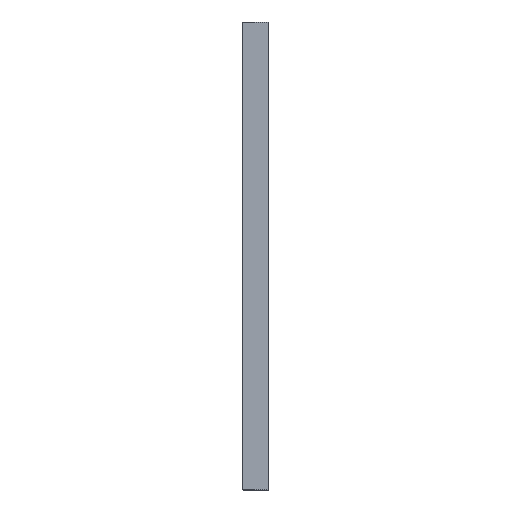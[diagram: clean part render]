
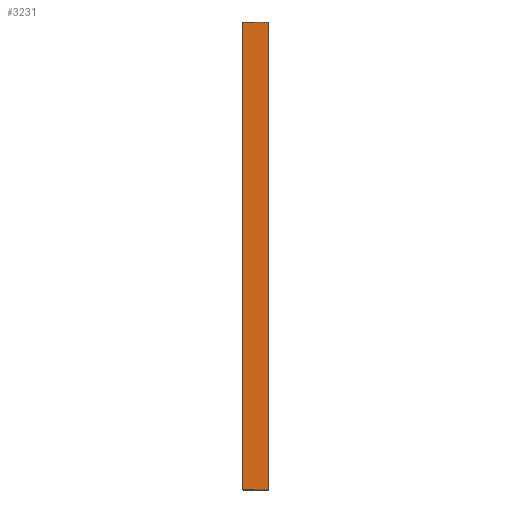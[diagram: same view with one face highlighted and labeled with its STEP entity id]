
A CAD part, left-side view. The second image highlights one B-rep face of the part: STEP entity #3231.
In plain terms, the highlighted planar face has unit normal (-1, 0, 0).
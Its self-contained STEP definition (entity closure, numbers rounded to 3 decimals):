
#409 = CARTESIAN_POINT ( 'NONE',  ( -125., 10., 90. ) ) ;
#637 = EDGE_LOOP ( 'NONE', ( #2567, #3707, #2173, #956 ) ) ;
#946 = DIRECTION ( 'NONE',  ( 0., 0., -1. ) ) ;
#956 = ORIENTED_EDGE ( 'NONE', *, *, #2025, .T. ) ;
#990 = LINE ( 'NONE', #2560, #2499 ) ;
#1101 = LINE ( 'NONE', #1742, #2564 ) ;
#1168 = VERTEX_POINT ( 'NONE', #3073 ) ;
#1410 = DIRECTION ( 'NONE',  ( 0., 0., 1. ) ) ;
#1440 = DIRECTION ( 'NONE',  ( 0., -1., 0. ) ) ;
#1507 = CARTESIAN_POINT ( 'NONE',  ( -125., 10., 90. ) ) ;
#1514 = VERTEX_POINT ( 'NONE', #1507 ) ;
#1530 = DIRECTION ( 'NONE',  ( 0., 0., 1. ) ) ;
#1638 = VERTEX_POINT ( 'NONE', #2360 ) ;
#1742 = CARTESIAN_POINT ( 'NONE',  ( -125., 10., 90. ) ) ;
#1773 = CARTESIAN_POINT ( 'NONE',  ( -125., 10., 90. ) ) ;
#1871 = VECTOR ( 'NONE', #1410, 1000. ) ;
#2025 = EDGE_CURVE ( 'NONE', #1638, #1168, #990, .T. ) ;
#2105 = CARTESIAN_POINT ( 'NONE',  ( -125., 0., 90. ) ) ;
#2173 = ORIENTED_EDGE ( 'NONE', *, *, #2610, .F. ) ;
#2190 = FACE_OUTER_BOUND ( 'NONE', #637, .T. ) ;
#2237 = LINE ( 'NONE', #3216, #1871 ) ;
#2360 = CARTESIAN_POINT ( 'NONE',  ( -125., 10., -90. ) ) ;
#2429 = DIRECTION ( 'NONE',  ( 1., 0., 0. ) ) ;
#2499 = VECTOR ( 'NONE', #2589, 1000. ) ;
#2560 = CARTESIAN_POINT ( 'NONE',  ( -125., 10., -90. ) ) ;
#2564 = VECTOR ( 'NONE', #1440, 1000. ) ;
#2567 = ORIENTED_EDGE ( 'NONE', *, *, #3534, .T. ) ;
#2589 = DIRECTION ( 'NONE',  ( 0., -1., 0. ) ) ;
#2610 = EDGE_CURVE ( 'NONE', #1638, #1514, #3499, .T. ) ;
#2659 = VERTEX_POINT ( 'NONE', #2105 ) ;
#2897 = AXIS2_PLACEMENT_3D ( 'NONE', #409, #2429, #946 ) ;
#3073 = CARTESIAN_POINT ( 'NONE',  ( -125., 0., -90. ) ) ;
#3216 = CARTESIAN_POINT ( 'NONE',  ( -125., 0., 90. ) ) ;
#3231 = ADVANCED_FACE ( 'NONE', ( #2190 ), #3599, .F. ) ;
#3498 = EDGE_CURVE ( 'NONE', #1514, #2659, #1101, .T. ) ;
#3499 = LINE ( 'NONE', #1773, #3590 ) ;
#3534 = EDGE_CURVE ( 'NONE', #1168, #2659, #2237, .T. ) ;
#3590 = VECTOR ( 'NONE', #1530, 1000. ) ;
#3599 = PLANE ( 'NONE',  #2897 ) ;
#3707 = ORIENTED_EDGE ( 'NONE', *, *, #3498, .F. ) ;
